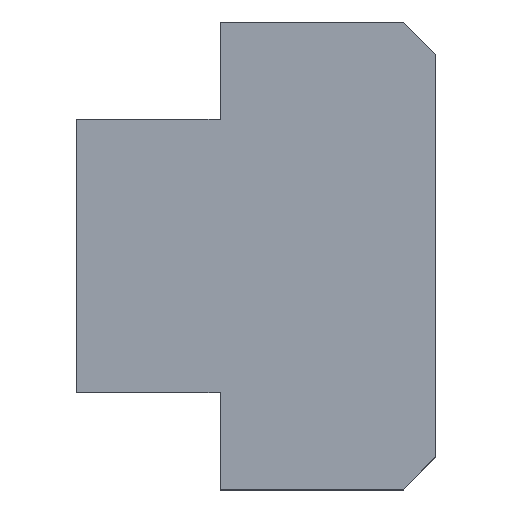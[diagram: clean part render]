
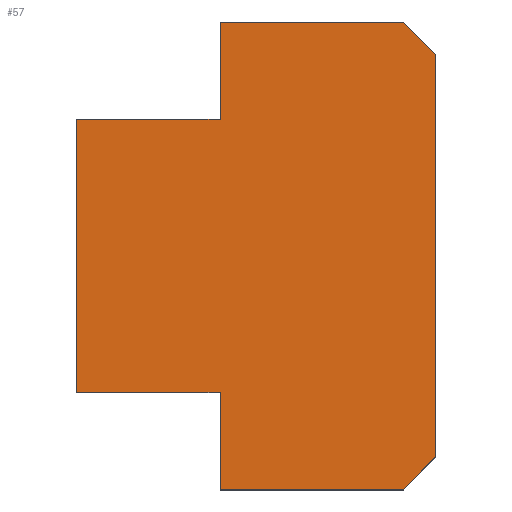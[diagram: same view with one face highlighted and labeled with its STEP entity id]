
A CAD part, top view. The second image highlights one B-rep face of the part: STEP entity #57.
In plain terms, the highlighted planar face has unit normal (0, 0, 1).
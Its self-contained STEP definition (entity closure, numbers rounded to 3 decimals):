
#57 = ADVANCED_FACE( '', ( #114 ), #115, .T. );
#114 = FACE_OUTER_BOUND( '', #171, .T. );
#115 = PLANE( '', #172 );
#171 = EDGE_LOOP( '', ( #273, #274, #275, #276, #277, #278, #279, #280, #281, #282 ) );
#172 = AXIS2_PLACEMENT_3D( '', #283, #284, #285 );
#273 = ORIENTED_EDGE( '', *, *, #360, .T. );
#274 = ORIENTED_EDGE( '', *, *, #351, .T. );
#275 = ORIENTED_EDGE( '', *, *, #324, .T. );
#276 = ORIENTED_EDGE( '', *, *, #358, .T. );
#277 = ORIENTED_EDGE( '', *, *, #329, .T. );
#278 = ORIENTED_EDGE( '', *, *, #335, .T. );
#279 = ORIENTED_EDGE( '', *, *, #348, .T. );
#280 = ORIENTED_EDGE( '', *, *, #361, .T. );
#281 = ORIENTED_EDGE( '', *, *, #339, .T. );
#282 = ORIENTED_EDGE( '', *, *, #344, .T. );
#283 = CARTESIAN_POINT( '', ( 0., 0., 6.5 ) );
#284 = DIRECTION( '', ( 0., 0., 1. ) );
#285 = DIRECTION( '', ( 1., 0., 0. ) );
#324 = EDGE_CURVE( '', #376, #374, #377, .T. );
#329 = EDGE_CURVE( '', #385, #383, #386, .T. );
#335 = EDGE_CURVE( '', #383, #393, #395, .T. );
#339 = EDGE_CURVE( '', #402, #400, #403, .T. );
#344 = EDGE_CURVE( '', #400, #408, #410, .T. );
#348 = EDGE_CURVE( '', #393, #414, #416, .T. );
#351 = EDGE_CURVE( '', #420, #376, #421, .T. );
#358 = EDGE_CURVE( '', #374, #385, #428, .T. );
#360 = EDGE_CURVE( '', #408, #420, #430, .T. );
#361 = EDGE_CURVE( '', #414, #402, #431, .T. );
#374 = VERTEX_POINT( '', #448 );
#376 = VERTEX_POINT( '', #451 );
#377 = LINE( '', #452, #453 );
#383 = VERTEX_POINT( '', #461 );
#385 = VERTEX_POINT( '', #464 );
#386 = LINE( '', #465, #466 );
#393 = VERTEX_POINT( '', #475 );
#395 = LINE( '', #478, #479 );
#400 = VERTEX_POINT( '', #485 );
#402 = VERTEX_POINT( '', #488 );
#403 = LINE( '', #489, #490 );
#408 = VERTEX_POINT( '', #497 );
#410 = LINE( '', #500, #501 );
#414 = VERTEX_POINT( '', #506 );
#416 = LINE( '', #509, #510 );
#420 = VERTEX_POINT( '', #515 );
#421 = LINE( '', #516, #517 );
#428 = LINE( '', #528, #529 );
#430 = LINE( '', #531, #532 );
#431 = LINE( '', #533, #534 );
#448 = CARTESIAN_POINT( '', ( 0., -6.5, 6.5 ) );
#451 = CARTESIAN_POINT( '', ( 0., -3.8, 6.5 ) );
#452 = CARTESIAN_POINT( '', ( 0., -3.8, 6.5 ) );
#453 = VECTOR( '', #548, 1000. );
#461 = CARTESIAN_POINT( '', ( 6., -5.6, 6.5 ) );
#464 = CARTESIAN_POINT( '', ( 5.1, -6.5, 6.5 ) );
#465 = CARTESIAN_POINT( '', ( 5.1, -6.5, 6.5 ) );
#466 = VECTOR( '', #552, 1000. );
#475 = CARTESIAN_POINT( '', ( 6., 5.6, 6.5 ) );
#478 = CARTESIAN_POINT( '', ( 6., -5.6, 6.5 ) );
#479 = VECTOR( '', #559, 1000. );
#485 = CARTESIAN_POINT( '', ( 0., 3.8, 6.5 ) );
#488 = CARTESIAN_POINT( '', ( 0., 6.5, 6.5 ) );
#489 = CARTESIAN_POINT( '', ( 0., 6.5, 6.5 ) );
#490 = VECTOR( '', #562, 1000. );
#497 = CARTESIAN_POINT( '', ( -4., 3.8, 6.5 ) );
#500 = CARTESIAN_POINT( '', ( 0., 3.8, 6.5 ) );
#501 = VECTOR( '', #566, 1000. );
#506 = CARTESIAN_POINT( '', ( 5.1, 6.5, 6.5 ) );
#509 = CARTESIAN_POINT( '', ( 6., 5.6, 6.5 ) );
#510 = VECTOR( '', #569, 1000. );
#515 = CARTESIAN_POINT( '', ( -4., -3.8, 6.5 ) );
#516 = CARTESIAN_POINT( '', ( -4., -3.8, 6.5 ) );
#517 = VECTOR( '', #571, 1000. );
#528 = CARTESIAN_POINT( '', ( 0., -6.5, 6.5 ) );
#529 = VECTOR( '', #576, 1000. );
#531 = CARTESIAN_POINT( '', ( -4., 3.8, 6.5 ) );
#532 = VECTOR( '', #577, 1000. );
#533 = CARTESIAN_POINT( '', ( 5.1, 6.5, 6.5 ) );
#534 = VECTOR( '', #578, 1000. );
#548 = DIRECTION( '', ( 0., -1., 0. ) );
#552 = DIRECTION( '', ( 0.707, 0.707, 0. ) );
#559 = DIRECTION( '', ( 0., 1., 0. ) );
#562 = DIRECTION( '', ( 0., -1., 0. ) );
#566 = DIRECTION( '', ( -1., 0., 0. ) );
#569 = DIRECTION( '', ( -0.707, 0.707, 0. ) );
#571 = DIRECTION( '', ( 1., 0., 0. ) );
#576 = DIRECTION( '', ( 1., 0., 0. ) );
#577 = DIRECTION( '', ( 0., -1., 0. ) );
#578 = DIRECTION( '', ( -1., 0., 0. ) );
